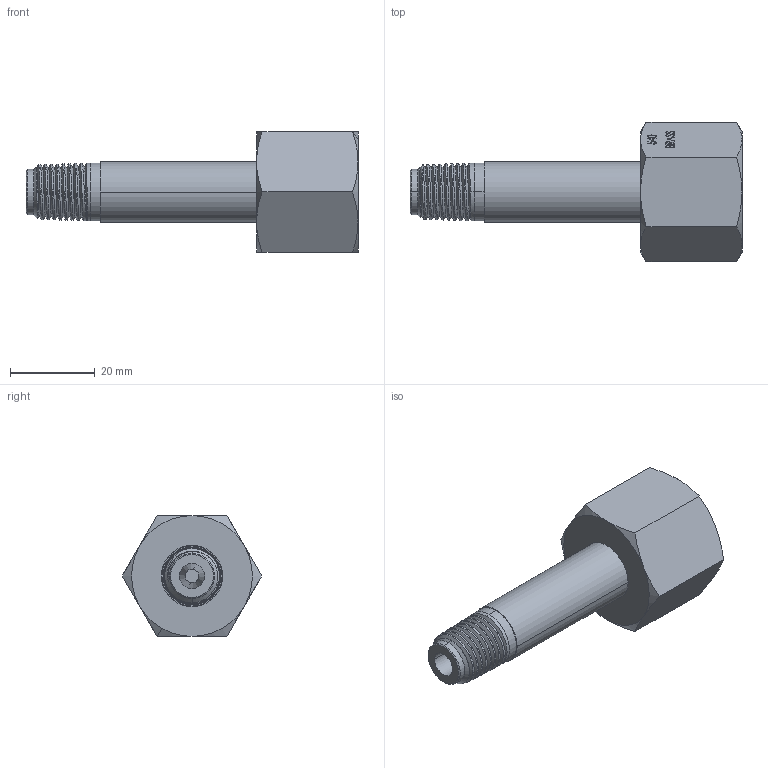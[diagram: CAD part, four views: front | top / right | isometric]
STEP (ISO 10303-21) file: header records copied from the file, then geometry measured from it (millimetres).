
FILE_DESCRIPTION (( 'STEP AP203' ), '1' );
FILE_NAME ('INL-540CH-4M-48R.STEP', '2024-11-19T19:28:22', ( '' ), ( '' ), 'SwSTEP 2.0', 'SolidWorks 2018', '' );
FILE_SCHEMA (( 'CONFIG_CONTROL_DESIGN' ));
Length unit declared in the file: inch
Products named in the file (4): PRT-001005; INL-540CH-4M-48R; PRT-0015642; PRT-000977_PLATED
Assembly tree (3 placements, depth 2):
  INL-540CH-4M-48R
    PRT-0015642
    PRT-001005
    PRT-000977_PLATED
Bounding box: 78.52 x 33 x 28.57 mm (x, y, z)
Volume: 18900.5 mm3; surface area: 11386.7 mm2
Topology: 3 solids, 3 shells, 261 faces, 855 edges, 620 vertices
Faces by surface type: plane 91, bspline 67, cone 55, cylinder 38, torus 8, sphere 2
Entity records: 21220 total; most frequent: CARTESIAN_POINT 14119, ORIENTED_EDGE 1710, DIRECTION 931, EDGE_CURVE 855, VERTEX_POINT 620, B_SPLINE_CURVE_WITH_KNOTS 431, VECTOR 317, LINE 317
